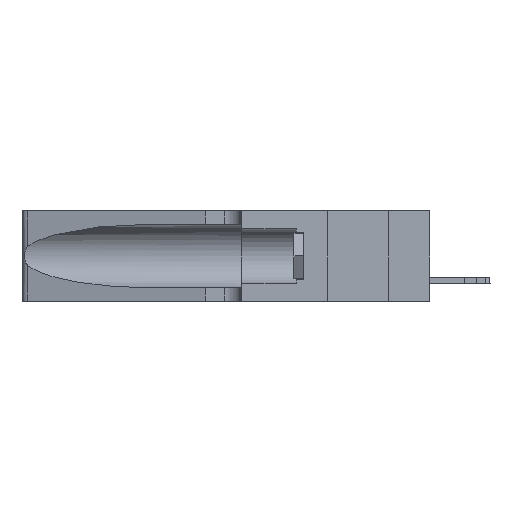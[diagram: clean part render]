
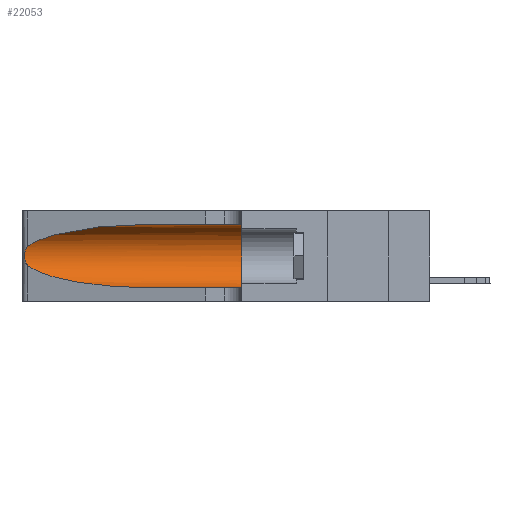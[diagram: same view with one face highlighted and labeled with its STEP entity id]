
A CAD part, left-side view. The second image highlights one B-rep face of the part: STEP entity #22053.
In plain terms, the highlighted cylindrical face has radius 3.308 mm (diameter 6.617 mm), a partial arc.
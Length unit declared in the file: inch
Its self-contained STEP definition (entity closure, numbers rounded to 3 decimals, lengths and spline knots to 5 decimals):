
#1755 = DIRECTION ( 'NONE',  ( 0., -1., 0. ) ) ;
#2374 = CARTESIAN_POINT ( 'NONE',  ( 0.26075, 1.23896, 0.178 ) ) ;
#2997 = CARTESIAN_POINT ( 'NONE',  ( 0.1305, 1.61858, 0.05475 ) ) ;
#6839 = CIRCLE ( 'NONE', #22406, 0.13025 ) ;
#7666 = AXIS2_PLACEMENT_3D ( 'NONE', #16466, #29059, #22895 ) ;
#7866 = ORIENTED_EDGE ( 'NONE', *, *, #11269, .T. ) ;
#8774 = VERTEX_POINT ( 'NONE', #39608 ) ;
#9323 = CARTESIAN_POINT ( 'NONE',  ( 0.25787, 1.23484, 0.2124 ) ) ;
#10498 = CARTESIAN_POINT ( 'NONE',  ( 0.25639, 1.23186, 0.15144 ) ) ;
#11269 = EDGE_CURVE ( 'NONE', #22004, #8774, #31885, .T. ) ;
#12219 = ORIENTED_EDGE ( 'NONE', *, *, #31934, .F. ) ;
#13074 = FACE_OUTER_BOUND ( 'NONE', #37727, .T. ) ;
#13767 = EDGE_CURVE ( 'NONE', #35095, #22313, #39108, .T. ) ;
#14602 = CARTESIAN_POINT ( 'NONE',  ( 0.1305, 1.61858, 0.31525 ) ) ;
#15313 = ORIENTED_EDGE ( 'NONE', *, *, #31756, .T. ) ;
#15464 = ORIENTED_EDGE ( 'NONE', *, *, #13767, .T. ) ;
#15597 = CARTESIAN_POINT ( 'NONE',  ( 0.25487, 1.22718, 0.14631 ) ) ;
#16466 = CARTESIAN_POINT ( 'NONE',  ( 0.1305, 1.61858, 0.185 ) ) ;
#16821 = CARTESIAN_POINT ( 'NONE',  ( 0.1305, 0.72297, 0.31525 ) ) ;
#18245 = VERTEX_POINT ( 'NONE', #16821 ) ;
#18552 = CARTESIAN_POINT ( 'NONE',  ( 0.2373, 1.15595, 0.08982 ) ) ;
#20087 = CARTESIAN_POINT ( 'NONE',  ( 0.25789, 1.23486, 0.15765 ) ) ;
#20871 = CARTESIAN_POINT ( 'NONE',  ( 0.25487, 1.22718, 0.22369 ) ) ;
#21153 = CARTESIAN_POINT ( 'NONE',  ( 0.1305, 0.72297, 0.05475 ) ) ;
#21291 =( BOUNDED_CURVE ( )  B_SPLINE_CURVE ( 3, ( #15597, #18552, #40624, #37843 ),
 .UNSPECIFIED., .F., .F. ) 
 B_SPLINE_CURVE_WITH_KNOTS ( ( 4, 4 ),
 ( 3.44316, 4.71239 ),
 .UNSPECIFIED. ) 
 CURVE ( )  GEOMETRIC_REPRESENTATION_ITEM ( )  RATIONAL_B_SPLINE_CURVE ( ( 1., 0.87, 0.87, 1. ) ) 
 REPRESENTATION_ITEM ( '' )  );
#22004 = VERTEX_POINT ( 'NONE', #21153 ) ;
#22053 = ADVANCED_FACE ( 'NONE', ( #13074 ), #37469, .F. ) ;
#22141 = CARTESIAN_POINT ( 'NONE',  ( 0.25487, 1.22718, 0.22369 ) ) ;
#22264 = CARTESIAN_POINT ( 'NONE',  ( 0.25854, 1.2359, 0.20912 ) ) ;
#22313 = VERTEX_POINT ( 'NONE', #32513 ) ;
#22406 = AXIS2_PLACEMENT_3D ( 'NONE', #24071, #27405, #33927 ) ;
#22895 = DIRECTION ( 'NONE',  ( 0., 0., -1. ) ) ;
#23004 = CARTESIAN_POINT ( 'NONE',  ( 0.25856, 1.23593, 0.16098 ) ) ;
#23371 = CARTESIAN_POINT ( 'NONE',  ( 0.2373, 1.15595, 0.28018 ) ) ;
#24071 = CARTESIAN_POINT ( 'NONE',  ( 0.1305, 0.35, 0.185 ) ) ;
#24273 = LINE ( 'NONE', #14602, #27270 ) ;
#24711 = ORIENTED_EDGE ( 'NONE', *, *, #40536, .T. ) ;
#25652 = VERTEX_POINT ( 'NONE', #26258 ) ;
#26258 = CARTESIAN_POINT ( 'NONE',  ( 0.1305, 0.35, 0.31525 ) ) ;
#26792 = CARTESIAN_POINT ( 'NONE',  ( 0.26018, 1.23835, 0.19895 ) ) ;
#27124 = CARTESIAN_POINT ( 'NONE',  ( 0.1305, 0.72297, 0.31525 ) ) ;
#27270 = VECTOR ( 'NONE', #1755, 39.37008 ) ;
#27405 = DIRECTION ( 'NONE',  ( 0., 1., 0. ) ) ;
#28218 = CARTESIAN_POINT ( 'NONE',  ( 0.25639, 1.23184, 0.21858 ) ) ;
#29059 = DIRECTION ( 'NONE',  ( 0., -1., 0. ) ) ;
#29505 = CARTESIAN_POINT ( 'NONE',  ( 0.25487, 1.22718, 0.14631 ) ) ;
#31217 =( BOUNDED_CURVE ( )  B_SPLINE_CURVE ( 3, ( #27124, #36015, #23371, #36435 ),
 .UNSPECIFIED., .F., .F. ) 
 B_SPLINE_CURVE_WITH_KNOTS ( ( 4, 4 ),
 ( 1.5708, 2.84003 ),
 .UNSPECIFIED. ) 
 CURVE ( )  GEOMETRIC_REPRESENTATION_ITEM ( )  RATIONAL_B_SPLINE_CURVE ( ( 1., 0.87, 0.87, 1. ) ) 
 REPRESENTATION_ITEM ( '' )  );
#31292 = CARTESIAN_POINT ( 'NONE',  ( 0.25555, 1.22994, 0.2215 ) ) ;
#31756 = EDGE_CURVE ( 'NONE', #18245, #35095, #31217, .T. ) ;
#31885 = LINE ( 'NONE', #2997, #36904 ) ;
#31893 = EDGE_CURVE ( 'NONE', #18245, #25652, #24273, .T. ) ;
#31934 = EDGE_CURVE ( 'NONE', #25652, #8774, #6839, .T. ) ;
#32100 = ORIENTED_EDGE ( 'NONE', *, *, #31893, .F. ) ;
#32170 = CARTESIAN_POINT ( 'NONE',  ( 0.26017, 1.23833, 0.17102 ) ) ;
#32513 = CARTESIAN_POINT ( 'NONE',  ( 0.25487, 1.22718, 0.14631 ) ) ;
#33927 = DIRECTION ( 'NONE',  ( 0., 0., 1. ) ) ;
#35095 = VERTEX_POINT ( 'NONE', #22141 ) ;
#36015 = CARTESIAN_POINT ( 'NONE',  ( 0.18966, 0.96281, 0.31525 ) ) ;
#36435 = CARTESIAN_POINT ( 'NONE',  ( 0.25487, 1.22718, 0.22369 ) ) ;
#36904 = VECTOR ( 'NONE', #37070, 39.37008 ) ;
#37070 = DIRECTION ( 'NONE',  ( 0., -1., 0. ) ) ;
#37469 = CYLINDRICAL_SURFACE ( 'NONE', #7666, 0.13025 ) ;
#37651 = CARTESIAN_POINT ( 'NONE',  ( 0.25555, 1.22993, 0.14849 ) ) ;
#37727 = EDGE_LOOP ( 'NONE', ( #15313, #15464, #24711, #7866, #12219, #32100 ) ) ;
#37843 = CARTESIAN_POINT ( 'NONE',  ( 0.1305, 0.72297, 0.05475 ) ) ;
#39108 = B_SPLINE_CURVE_WITH_KNOTS ( 'NONE', 3,
 ( #20871, #31292, #28218, #9323, #22264, #26792, #39252, #2374, #32170, #23004, #20087, #10498, #37651, #29505 ),
 .UNSPECIFIED., .F., .F.,
 ( 4, 2, 2, 2, 2, 2, 4 ),
 ( 0., 0.00027, 0.00053, 0.00107, 0.0016, 0.00187, 0.00214 ),
 .UNSPECIFIED. ) ;
#39252 = CARTESIAN_POINT ( 'NONE',  ( 0.26075, 1.23896, 0.19203 ) ) ;
#39608 = CARTESIAN_POINT ( 'NONE',  ( 0.1305, 0.35, 0.05475 ) ) ;
#40536 = EDGE_CURVE ( 'NONE', #22313, #22004, #21291, .T. ) ;
#40624 = CARTESIAN_POINT ( 'NONE',  ( 0.18966, 0.96281, 0.05475 ) ) ;
